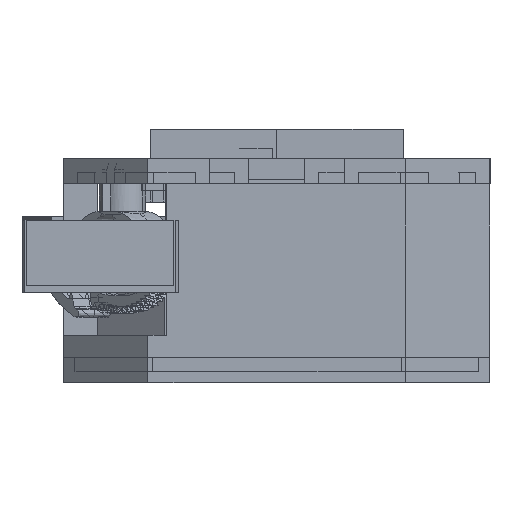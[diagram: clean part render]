
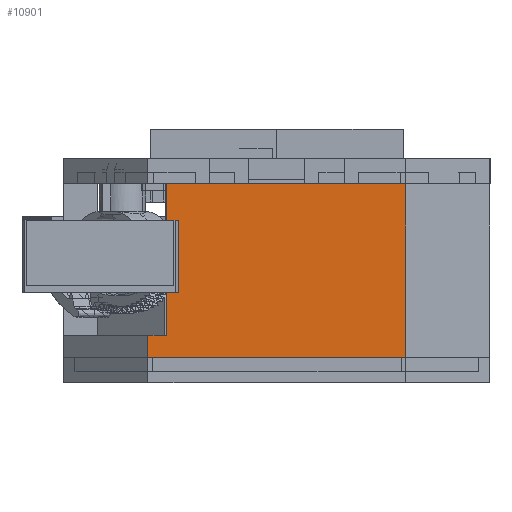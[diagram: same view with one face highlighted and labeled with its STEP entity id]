
A CAD part, left-side view. The second image highlights one B-rep face of the part: STEP entity #10901.
In plain terms, the highlighted face is planar.
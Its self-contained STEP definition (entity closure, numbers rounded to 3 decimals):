
#50 = LINE ( 'NONE', #15232, #3582 ) ;
#82 = DIRECTION ( 'NONE',  ( 0., -1., 0. ) ) ;
#226 = EDGE_CURVE ( 'NONE', #8091, #10492, #50, .T. ) ;
#928 = ORIENTED_EDGE ( 'NONE', *, *, #13735, .F. ) ;
#935 = CARTESIAN_POINT ( 'NONE',  ( 104., -23., 31. ) ) ;
#1181 = DIRECTION ( 'NONE',  ( 0., 1., 0. ) ) ;
#1769 = ORIENTED_EDGE ( 'NONE', *, *, #5528, .F. ) ;
#2015 = CARTESIAN_POINT ( 'NONE',  ( 104., -23., 0. ) ) ;
#2111 = DIRECTION ( 'NONE',  ( 0., 1., 0. ) ) ;
#2903 = CARTESIAN_POINT ( 'NONE',  ( 104., -19.736, 31. ) ) ;
#3001 = CARTESIAN_POINT ( 'NONE',  ( 104., 23., 0. ) ) ;
#3582 = VECTOR ( 'NONE', #12199, 1000. ) ;
#4338 = EDGE_LOOP ( 'NONE', ( #10144, #13961, #16064, #14010, #928, #1769 ) ) ;
#4572 = CARTESIAN_POINT ( 'NONE',  ( 104., 23., 31. ) ) ;
#4975 = EDGE_CURVE ( 'NONE', #8233, #18665, #9606, .T. ) ;
#5273 = LINE ( 'NONE', #11046, #15884 ) ;
#5341 = VECTOR ( 'NONE', #2111, 1000. ) ;
#5528 = EDGE_CURVE ( 'NONE', #10492, #15226, #12756, .T. ) ;
#5967 = CARTESIAN_POINT ( 'NONE',  ( 104., -23., 4. ) ) ;
#6660 = CARTESIAN_POINT ( 'NONE',  ( 104., -19.736, 4. ) ) ;
#6840 = EDGE_CURVE ( 'NONE', #8091, #17343, #7458, .T. ) ;
#7065 = DIRECTION ( 'NONE',  ( -1., 0., 0. ) ) ;
#7458 = LINE ( 'NONE', #8832, #11010 ) ;
#8091 = VERTEX_POINT ( 'NONE', #6660 ) ;
#8233 = VERTEX_POINT ( 'NONE', #9879 ) ;
#8832 = CARTESIAN_POINT ( 'NONE',  ( 104., -23., 4. ) ) ;
#9606 = LINE ( 'NONE', #2015, #5341 ) ;
#9772 = DIRECTION ( 'NONE',  ( 0., 0., -1. ) ) ;
#9879 = CARTESIAN_POINT ( 'NONE',  ( 104., -23., 0. ) ) ;
#9998 = PLANE ( 'NONE',  #13219 ) ;
#10144 = ORIENTED_EDGE ( 'NONE', *, *, #226, .F. ) ;
#10492 = VERTEX_POINT ( 'NONE', #2903 ) ;
#10901 = ADVANCED_FACE ( 'NONE', ( #11447 ), #9998, .F. ) ;
#10970 = DIRECTION ( 'NONE',  ( 0., 0., -1. ) ) ;
#11010 = VECTOR ( 'NONE', #82, 1000. ) ;
#11046 = CARTESIAN_POINT ( 'NONE',  ( 104., 23., 31. ) ) ;
#11307 = CARTESIAN_POINT ( 'NONE',  ( 104., -23., 31. ) ) ;
#11447 = FACE_OUTER_BOUND ( 'NONE', #4338, .T. ) ;
#11543 = DIRECTION ( 'NONE',  ( 0., -1., 0. ) ) ;
#12027 = VECTOR ( 'NONE', #10970, 1000. ) ;
#12128 = EDGE_CURVE ( 'NONE', #17343, #8233, #12697, .T. ) ;
#12199 = DIRECTION ( 'NONE',  ( 0., 0., 1. ) ) ;
#12697 = LINE ( 'NONE', #935, #12027 ) ;
#12756 = LINE ( 'NONE', #11307, #16659 ) ;
#13219 = AXIS2_PLACEMENT_3D ( 'NONE', #17378, #7065, #11543 ) ;
#13735 = EDGE_CURVE ( 'NONE', #15226, #18665, #5273, .T. ) ;
#13961 = ORIENTED_EDGE ( 'NONE', *, *, #6840, .T. ) ;
#14010 = ORIENTED_EDGE ( 'NONE', *, *, #4975, .T. ) ;
#15226 = VERTEX_POINT ( 'NONE', #4572 ) ;
#15232 = CARTESIAN_POINT ( 'NONE',  ( 104., -19.736, 31. ) ) ;
#15884 = VECTOR ( 'NONE', #9772, 1000. ) ;
#16064 = ORIENTED_EDGE ( 'NONE', *, *, #12128, .T. ) ;
#16659 = VECTOR ( 'NONE', #1181, 1000. ) ;
#17343 = VERTEX_POINT ( 'NONE', #5967 ) ;
#17378 = CARTESIAN_POINT ( 'NONE',  ( 104., -23., 31. ) ) ;
#18665 = VERTEX_POINT ( 'NONE', #3001 ) ;
